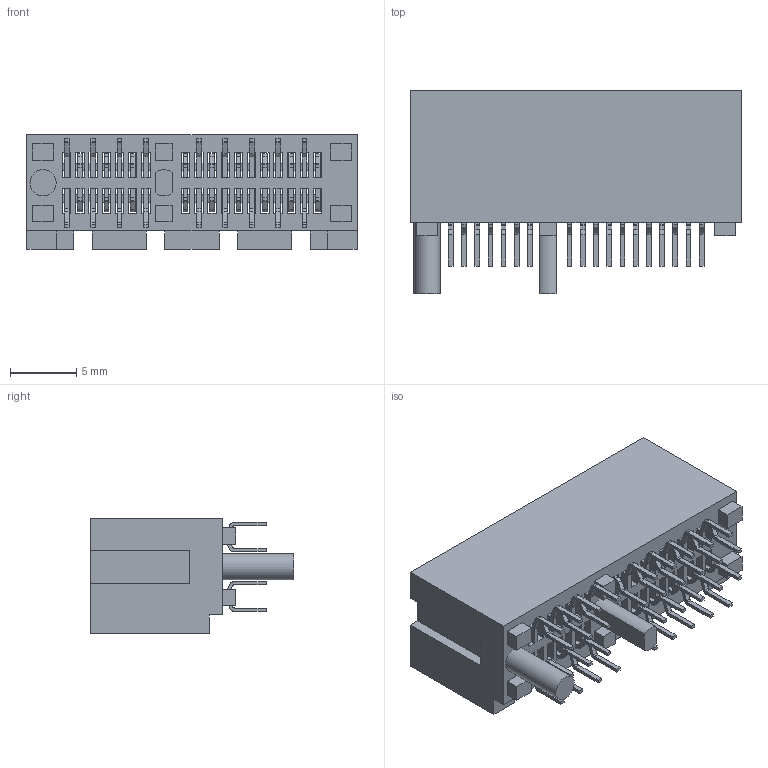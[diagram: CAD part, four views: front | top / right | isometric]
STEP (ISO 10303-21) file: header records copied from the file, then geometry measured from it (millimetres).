
FILE_DESCRIPTION(/* description */ ('STEP AP214'),/* implementation_level */ '2;1');
FILE_NAME(/* name */ 'PCIE-036-02-F-D-TH',/* time_stamp */ '2025-10-10T17:21:42+02:00',/* author */ ('License CC BY-ND 4.0'),/* organization */ ('CADENAS'),/* preprocessor_version */ 'ST-DEVELOPER v19.3',/* originating_system */ 'PARTsolutions',/* authorisation */ ' ');
FILE_SCHEMA (('AUTOMOTIVE_DESIGN {1 0 10303 214 3 1 1}'));
Length unit declared in the file: millimetre
Products named in the file (4): PCIE-036-02-F-D-TH; PCIE-036-02-F-D-TH_body; PCIE-036-02-F-D-TH_pins1; PCIE-036-02-F-D-TH_pins2
Assembly tree (3 placements, depth 2):
  PCIE-036-02-F-D-TH
    PCIE-036-02-F-D-TH_body
    PCIE-036-02-F-D-TH_pins1
    PCIE-036-02-F-D-TH_pins2
Bounding box: 25 x 15.41 x 8.7 mm (x, y, z)
Volume: 1336.6 mm3; surface area: 3802.3 mm2
Topology: 3 solids, 3 shells, 1554 faces, 4819 edges, 3210 vertices
Faces by surface type: plane 1119, cylinder 435
Full cylindrical faces by diameter (mm): 1.981 x1
Entity records: 56402 total; most frequent: ORIENTED_EDGE 9636, CARTESIAN_POINT 9586, DIRECTION 8804, EDGE_CURVE 4818, LINE 3948, VECTOR 3948, VERTEX_POINT 3210, AXIS2_PLACEMENT_3D 2428
